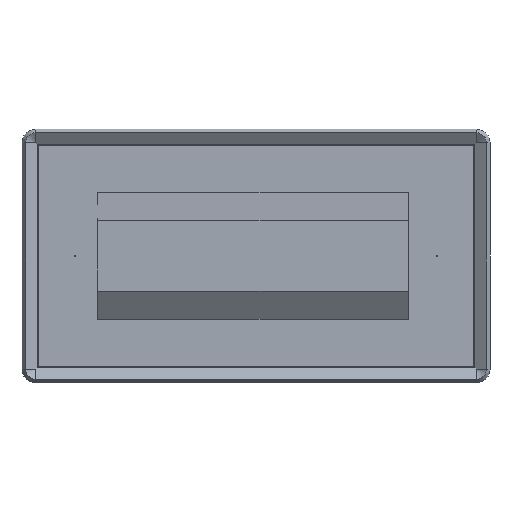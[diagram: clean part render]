
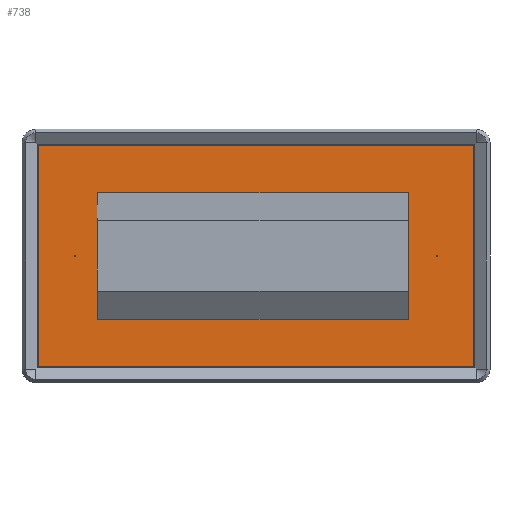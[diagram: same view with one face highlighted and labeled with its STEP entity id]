
A CAD part, top view. The second image highlights one B-rep face of the part: STEP entity #738.
In plain terms, the highlighted planar face has unit normal (0, 0, 1).
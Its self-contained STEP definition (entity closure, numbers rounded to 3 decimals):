
#56=CIRCLE('',#809,0.25);
#57=CIRCLE('',#810,0.25);
#94=ORIENTED_EDGE('',*,*,#290,.T.);
#95=ORIENTED_EDGE('',*,*,#291,.T.);
#96=ORIENTED_EDGE('',*,*,#292,.T.);
#97=ORIENTED_EDGE('',*,*,#293,.T.);
#98=ORIENTED_EDGE('',*,*,#294,.T.);
#99=ORIENTED_EDGE('',*,*,#295,.T.);
#100=ORIENTED_EDGE('',*,*,#296,.T.);
#101=ORIENTED_EDGE('',*,*,#297,.T.);
#102=ORIENTED_EDGE('',*,*,#298,.T.);
#103=ORIENTED_EDGE('',*,*,#299,.T.);
#290=EDGE_CURVE('',#390,#391,#458,.T.);
#291=EDGE_CURVE('',#391,#392,#459,.T.);
#292=EDGE_CURVE('',#392,#393,#460,.T.);
#293=EDGE_CURVE('',#393,#390,#461,.T.);
#294=EDGE_CURVE('',#394,#395,#462,.F.);
#295=EDGE_CURVE('',#395,#396,#463,.T.);
#296=EDGE_CURVE('',#396,#397,#464,.T.);
#297=EDGE_CURVE('',#397,#394,#465,.F.);
#298=EDGE_CURVE('',#398,#398,#56,.T.);
#299=EDGE_CURVE('',#399,#399,#57,.T.);
#390=VERTEX_POINT('',#1113);
#391=VERTEX_POINT('',#1114);
#392=VERTEX_POINT('',#1116);
#393=VERTEX_POINT('',#1118);
#394=VERTEX_POINT('',#1121);
#395=VERTEX_POINT('',#1122);
#396=VERTEX_POINT('',#1124);
#397=VERTEX_POINT('',#1126);
#398=VERTEX_POINT('',#1129);
#399=VERTEX_POINT('',#1131);
#458=LINE('',#1112,#534);
#459=LINE('',#1115,#535);
#460=LINE('',#1117,#536);
#461=LINE('',#1119,#537);
#462=LINE('',#1120,#538);
#463=LINE('',#1123,#539);
#464=LINE('',#1125,#540);
#465=LINE('',#1127,#541);
#534=VECTOR('',#898,1000.);
#535=VECTOR('',#899,1000.);
#536=VECTOR('',#900,1000.);
#537=VECTOR('',#901,1000.);
#538=VECTOR('',#902,1000.);
#539=VECTOR('',#903,1000.);
#540=VECTOR('',#904,1000.);
#541=VECTOR('',#905,1000.);
#604=EDGE_LOOP('',(#94,#95,#96,#97));
#605=EDGE_LOOP('',(#98,#99,#100,#101));
#606=EDGE_LOOP('',(#102));
#607=EDGE_LOOP('',(#103));
#658=FACE_BOUND('',#604,.T.);
#659=FACE_BOUND('',#605,.T.);
#660=FACE_BOUND('',#606,.T.);
#661=FACE_BOUND('',#607,.T.);
#712=PLANE('',#808);
#738=ADVANCED_FACE('',(#658,#659,#660,#661),#712,.T.);
#808=AXIS2_PLACEMENT_3D('',#1111,#896,#897);
#809=AXIS2_PLACEMENT_3D('',#1128,#906,#907);
#810=AXIS2_PLACEMENT_3D('',#1130,#908,#909);
#896=DIRECTION('',(0.,0.,1.));
#897=DIRECTION('',(1.,0.,0.));
#898=DIRECTION('',(0.,1.,0.));
#899=DIRECTION('',(1.,0.,0.));
#900=DIRECTION('',(0.,-1.,0.));
#901=DIRECTION('',(-1.,0.,0.));
#902=DIRECTION('',(-1.,0.,0.));
#903=DIRECTION('',(0.,1.,0.));
#904=DIRECTION('',(-1.,0.,0.));
#905=DIRECTION('',(0.,1.,0.));
#906=DIRECTION('',(0.,0.,-1.));
#907=DIRECTION('',(1.,0.,0.));
#908=DIRECTION('',(0.,0.,-1.));
#909=DIRECTION('',(1.,0.,0.));
#1111=CARTESIAN_POINT('',(-73.,-37.5,-2.));
#1112=CARTESIAN_POINT('',(-50.,-15.,-2.));
#1113=CARTESIAN_POINT('',(-50.,-15.,-2.));
#1114=CARTESIAN_POINT('',(-50.,15.,-2.));
#1115=CARTESIAN_POINT('',(-50.,15.,-2.));
#1116=CARTESIAN_POINT('',(50.,15.,-2.));
#1117=CARTESIAN_POINT('',(50.,15.,-2.));
#1118=CARTESIAN_POINT('',(50.,-15.,-2.));
#1119=CARTESIAN_POINT('',(50.,-15.,-2.));
#1120=CARTESIAN_POINT('',(72.35,-36.688,-2.));
#1121=CARTESIAN_POINT('',(-72.188,-36.688,-2.));
#1122=CARTESIAN_POINT('',(72.188,-36.688,-2.));
#1123=CARTESIAN_POINT('',(72.188,-37.5,-2.));
#1124=CARTESIAN_POINT('',(72.188,36.688,-2.));
#1125=CARTESIAN_POINT('',(-73.,36.688,-2.));
#1126=CARTESIAN_POINT('',(-72.188,36.688,-2.));
#1127=CARTESIAN_POINT('',(-72.188,-36.85,-2.));
#1128=CARTESIAN_POINT('',(60.,0.,-2.));
#1129=CARTESIAN_POINT('',(60.25,0.,-2.));
#1130=CARTESIAN_POINT('',(-60.,0.,-2.));
#1131=CARTESIAN_POINT('',(-59.75,0.,-2.));
